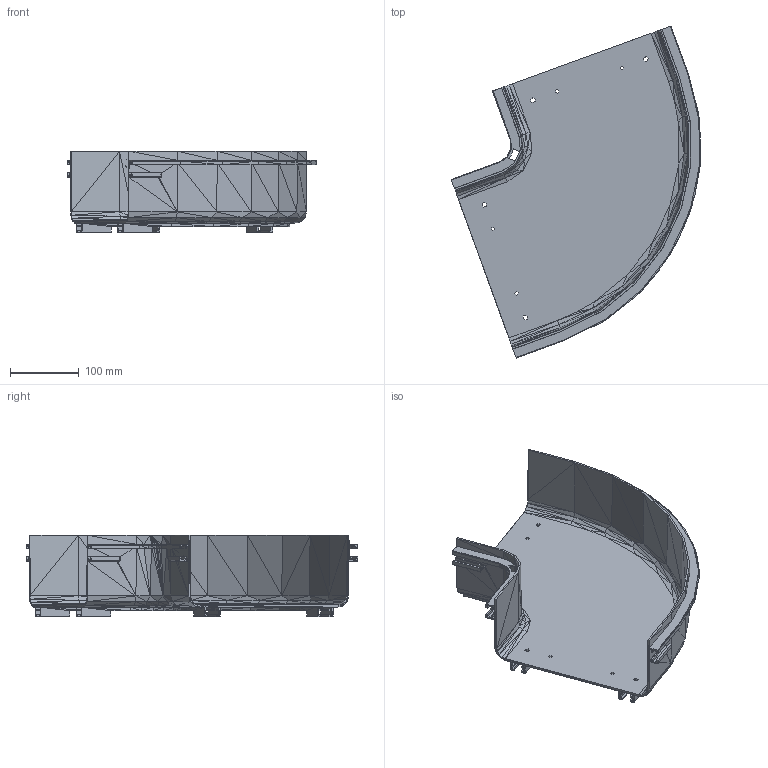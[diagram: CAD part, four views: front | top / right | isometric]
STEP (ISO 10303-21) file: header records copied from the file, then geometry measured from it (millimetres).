
FILE_DESCRIPTION(('FreeCAD Model'),'2;1');
FILE_NAME('Open CASCADE Shape Model','2022-12-01T12:51:51',('Author'),( ''),'Open CASCADE STEP processor 7.6','FreeCAD','Unknown');
FILE_SCHEMA(('AUTOMOTIVE_DESIGN { 1 0 10303 214 1 1 1 1 }'));
Products named in the file (1): DS_240_31690_____________________________________________90____________
________________________________240mm_horizontal_tee___________________
001001 (Solid)
Bounding box: 363.67 x 483.85 x 118.91 mm (x, y, z)
Volume: 659946.9 mm3; surface area: 427543.6 mm2
Topology: 1 solids, 1 shells, 1144 faces, 2008 edges, 864 vertices
Faces by surface type: plane 1144
Entity records: 51102 total; most frequent: DIRECTION 8314, CARTESIAN_POINT 8033, LINE 6024, VECTOR 6024, ORIENTED_EDGE 4016, PCURVE 4016, DEFINITIONAL_REPRESENTATION 4016, EDGE_CURVE 2008
